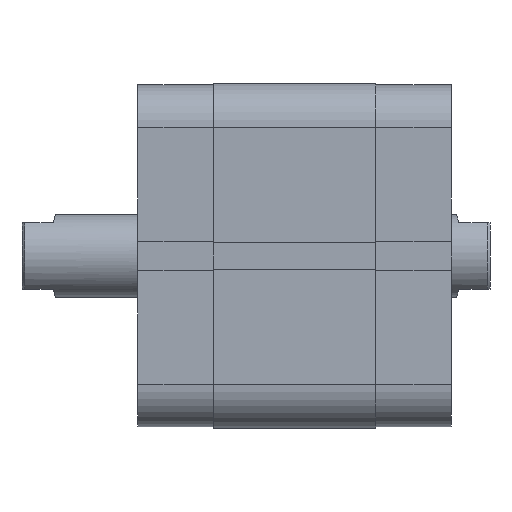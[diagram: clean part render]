
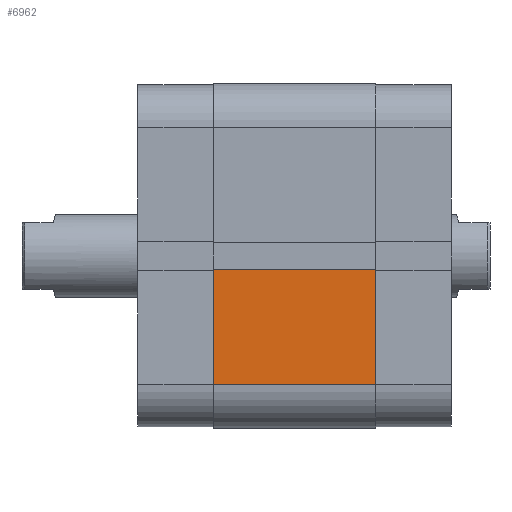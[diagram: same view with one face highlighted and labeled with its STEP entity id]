
A CAD part, front view. The second image highlights one B-rep face of the part: STEP entity #6962.
In plain terms, the highlighted planar face has unit normal (0, -1, 0).
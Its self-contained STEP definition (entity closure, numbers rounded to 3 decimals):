
#175 = EDGE_CURVE ( 'NONE', #1494, #1496, #2874, .T. ) ;
#176 = EDGE_CURVE ( 'NONE', #1494, #1493, #2876, .T. ) ;
#179 = EDGE_CURVE ( 'NONE', #1496, #1495, #2882, .T. ) ;
#180 = EDGE_CURVE ( 'NONE', #1493, #1495, #2880, .T. ) ;
#254 = EDGE_LOOP ( 'NONE', ( #2633, #2632, #2631, #2630 ) ) ;
#1021 = AXIS2_PLACEMENT_3D ( 'NONE', #6089, #6095, #6096 ) ;
#1493 = VERTEX_POINT ( 'NONE', #5497 ) ;
#1494 = VERTEX_POINT ( 'NONE', #5498 ) ;
#1495 = VERTEX_POINT ( 'NONE', #5499 ) ;
#1496 = VERTEX_POINT ( 'NONE', #5500 ) ;
#1830 = CARTESIAN_POINT ( 'NONE',  ( 0., -33.5, 31.5 ) ) ;
#1831 = DIRECTION ( 'NONE',  ( 1., 0., 0. ) ) ;
#1832 = CARTESIAN_POINT ( 'NONE',  ( 0., -33.5, 0. ) ) ;
#1833 = CARTESIAN_POINT ( 'NONE',  ( -25., -33.5, 31.5 ) ) ;
#1834 = DIRECTION ( 'NONE',  ( 0., 0., -1. ) ) ;
#1840 = CARTESIAN_POINT ( 'NONE',  ( -2.6, -33.5, 31.5 ) ) ;
#1841 = DIRECTION ( 'NONE',  ( 0., 0., -1. ) ) ;
#1843 = DIRECTION ( 'NONE',  ( 1., 0., 0. ) ) ;
#2630 = ORIENTED_EDGE ( 'NONE', *, *, #176, .T. ) ;
#2631 = ORIENTED_EDGE ( 'NONE', *, *, #175, .F. ) ;
#2632 = ORIENTED_EDGE ( 'NONE', *, *, #179, .F. ) ;
#2633 = ORIENTED_EDGE ( 'NONE', *, *, #180, .T. ) ;
#2874 = LINE ( 'NONE', #1830, #2875 ) ;
#2875 = VECTOR ( 'NONE', #1831, 1000. ) ;
#2876 = LINE ( 'NONE', #1833, #2877 ) ;
#2877 = VECTOR ( 'NONE', #1834, 1000. ) ;
#2880 = LINE ( 'NONE', #1832, #2884 ) ;
#2882 = LINE ( 'NONE', #1840, #2883 ) ;
#2883 = VECTOR ( 'NONE', #1841, 1000. ) ;
#2884 = VECTOR ( 'NONE', #1843, 1000. ) ;
#5042 = FACE_OUTER_BOUND ( 'NONE', #254, .T. ) ;
#5497 = CARTESIAN_POINT ( 'NONE',  ( -25., -33.5, 0. ) ) ;
#5498 = CARTESIAN_POINT ( 'NONE',  ( -25., -33.5, 31.5 ) ) ;
#5499 = CARTESIAN_POINT ( 'NONE',  ( -2.6, -33.5, 0. ) ) ;
#5500 = CARTESIAN_POINT ( 'NONE',  ( -2.6, -33.5, 31.5 ) ) ;
#6086 = PLANE ( 'NONE',  #1021 ) ;
#6089 = CARTESIAN_POINT ( 'NONE',  ( 0., -33.5, 31.5 ) ) ;
#6095 = DIRECTION ( 'NONE',  ( 0., 1., 0. ) ) ;
#6096 = DIRECTION ( 'NONE',  ( 0., 0., 1. ) ) ;
#6962 = ADVANCED_FACE ( 'NONE', ( #5042 ), #6086, .F. ) ;
